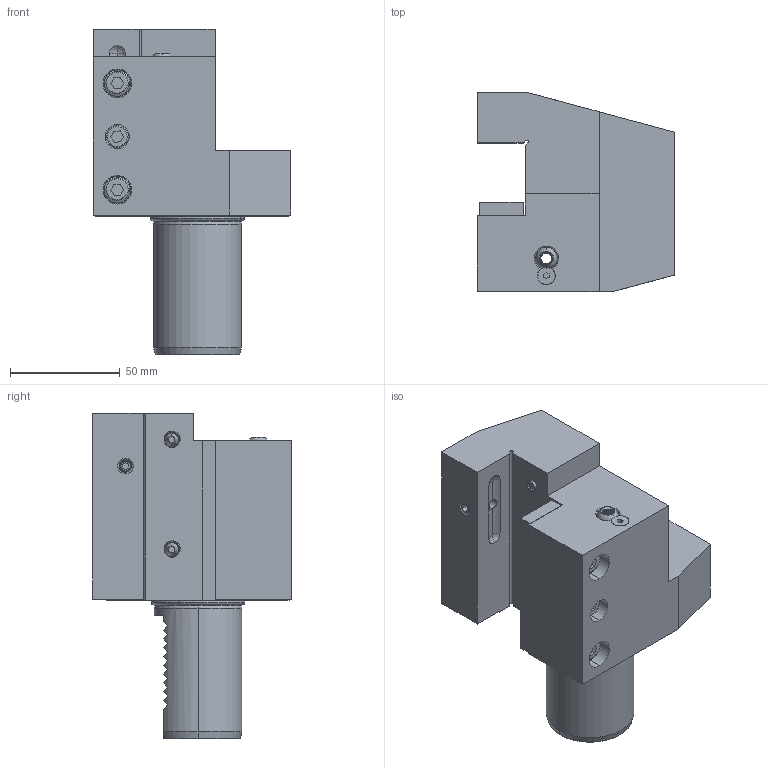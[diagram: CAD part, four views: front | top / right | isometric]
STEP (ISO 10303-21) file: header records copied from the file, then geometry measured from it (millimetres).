
FILE_DESCRIPTION (( 'STEP AP203' ), '1' );
FILE_NAME ('509.44.32.IK.STEP', '2017-12-26T06:43:16', ( '' ), ( '' ), 'SwSTEP 2.0', 'SolidWorks 2012', '' );
FILE_SCHEMA (( 'CONFIG_CONTROL_DESIGN' ));
Products named in the file (13): 509.44.32.IK; 管螺文螺絲; O型環8; M6螺絲投; M12平頭螺絲30; O型環38.7; 皿頭_M4xP0.7x8L; M8尖頭螺絲; 2-44100006N4出水銅嘴; 72.5x20x6; 25x7.8; M6x30; VDI40    C4
Assembly tree (16 placements, depth 2):
  509.44.32.IK
    VDI40    C4
    2-44100006N4出水銅嘴
    25x7.8
    72.5x20x6
    M6x30
    M8尖頭螺絲  x2
    M12平頭螺絲30  x2
    O型環38.7
    皿頭_M4xP0.7x8L
    管螺文螺絲
    O型環8
    M6螺絲投  x3
Bounding box: 90 x 90.5 x 148 mm (x, y, z)
Volume: 468488.9 mm3; surface area: 75472.8 mm2
Topology: 16 solids, 16 shells, 795 faces, 2149 edges, 1393 vertices
Faces by surface type: cylinder 413, plane 159, cone 153, bspline 46, torus 18, sphere 6
Entity records: 66450 total; most frequent: CARTESIAN_POINT 50923, ORIENTED_EDGE 3464, DIRECTION 2410, EDGE_CURVE 1732, VERTEX_POINT 1120, AXIS2_PLACEMENT_3D 878, EDGE_LOOP 684, VECTOR 654
